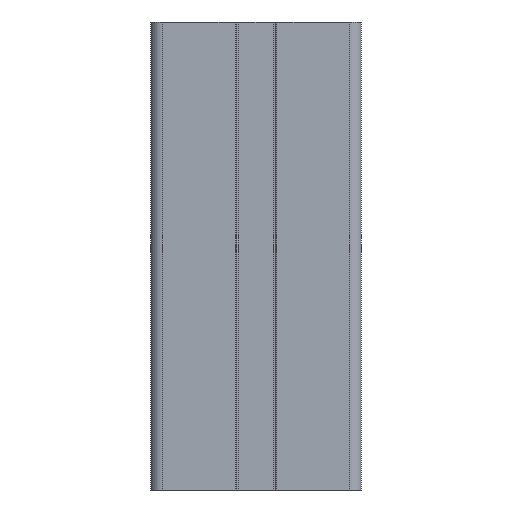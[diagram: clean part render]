
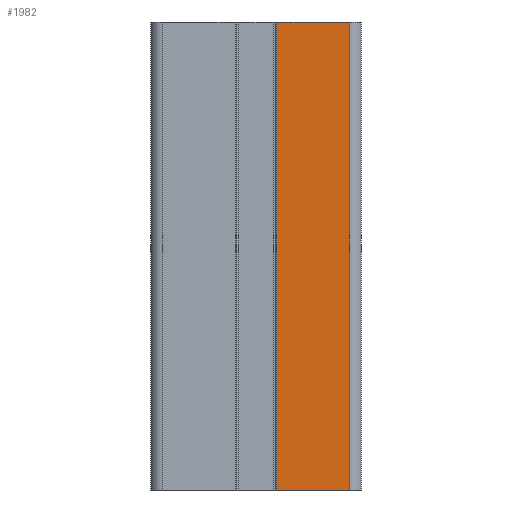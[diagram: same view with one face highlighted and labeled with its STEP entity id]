
A CAD part, front view. The second image highlights one B-rep face of the part: STEP entity #1982.
In plain terms, the highlighted planar face has unit normal (0, -1, 0).
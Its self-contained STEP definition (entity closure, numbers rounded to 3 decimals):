
#235=FACE_OUTER_BOUND('',#335,.T.);
#335=EDGE_LOOP('',(#1600,#1601,#1602,#1603));
#452=LINE('',#3019,#660);
#545=LINE('',#3280,#753);
#546=LINE('',#3282,#754);
#547=LINE('',#3283,#755);
#660=VECTOR('',#2438,100.);
#753=VECTOR('',#2689,15.55);
#754=VECTOR('',#2690,100.);
#755=VECTOR('',#2691,15.55);
#864=VERTEX_POINT('',#3015);
#865=VERTEX_POINT('',#3017);
#954=VERTEX_POINT('',#3279);
#955=VERTEX_POINT('',#3281);
#1100=EDGE_CURVE('',#864,#865,#452,.T.);
#1229=EDGE_CURVE('',#954,#865,#545,.T.);
#1230=EDGE_CURVE('',#954,#955,#546,.T.);
#1231=EDGE_CURVE('',#955,#864,#547,.T.);
#1600=ORIENTED_EDGE('',*,*,#1100,.T.);
#1601=ORIENTED_EDGE('',*,*,#1229,.F.);
#1602=ORIENTED_EDGE('',*,*,#1230,.T.);
#1603=ORIENTED_EDGE('',*,*,#1231,.T.);
#1887=PLANE('',#2157);
#1982=ADVANCED_FACE('',(#235),#1887,.T.);
#2157=AXIS2_PLACEMENT_3D('',#3278,#2687,#2688);
#2438=DIRECTION('',(0.,0.,-1.));
#2687=DIRECTION('center_axis',(0.,-1.,0.));
#2688=DIRECTION('ref_axis',(1.,0.,0.));
#2689=DIRECTION('',(-1.,0.,0.));
#2690=DIRECTION('',(0.,0.,1.));
#2691=DIRECTION('',(-1.,0.,0.));
#3015=CARTESIAN_POINT('',(4.45,-22.5,100.));
#3017=CARTESIAN_POINT('',(4.45,-22.5,0.));
#3019=CARTESIAN_POINT('',(4.45,-22.5,0.));
#3278=CARTESIAN_POINT('Origin',(-20.,-22.5,0.));
#3279=CARTESIAN_POINT('',(20.,-22.5,0.));
#3280=CARTESIAN_POINT('',(-10.,-22.5,0.));
#3281=CARTESIAN_POINT('',(20.,-22.5,100.));
#3282=CARTESIAN_POINT('',(20.,-22.5,0.));
#3283=CARTESIAN_POINT('',(-10.,-22.5,100.));
